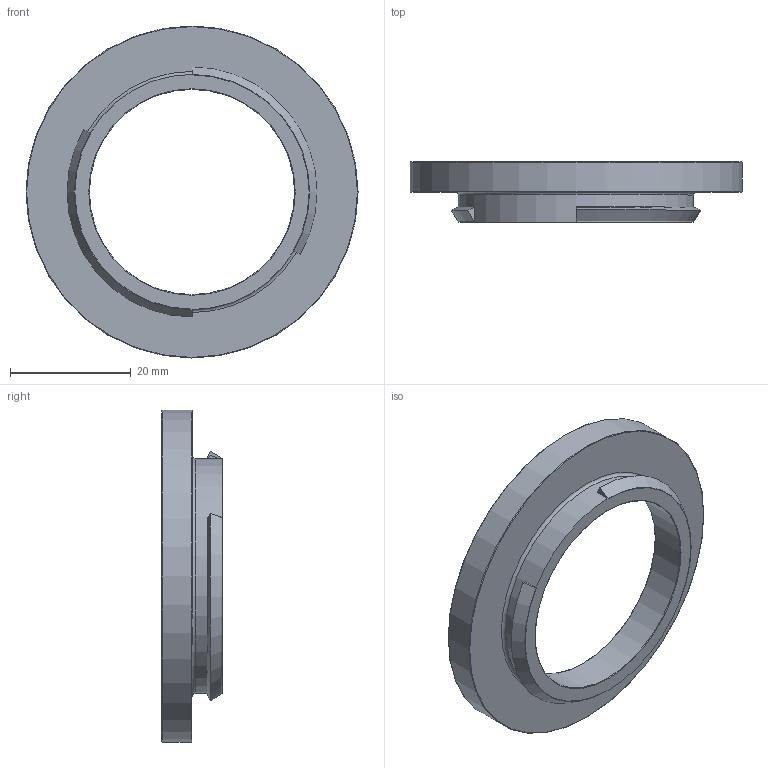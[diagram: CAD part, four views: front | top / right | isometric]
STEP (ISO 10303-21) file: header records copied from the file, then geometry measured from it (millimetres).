
FILE_DESCRIPTION(/* description */ (''),/* implementation_level */ '2;1');
FILE_NAME(/* name */ 'Fhn_Adapter_v4.step',/* time_stamp */ '2025-03-29T15:30:26+01:00',/* author */ (''),/* organization */ (''),/* preprocessor_version */ 'ST-DEVELOPER v20.1',/* originating_system */ 'Autodesk Translation Framework v14.4.0.0',/* authorisation */ '');
FILE_SCHEMA (('AUTOMOTIVE_DESIGN { 1 0 10303 214 3 1 1 }'));
Length unit declared in the file: millimetre
Products named in the file (1): Föhn_Adapter
Bounding box: 55 x 10 x 55 mm (x, y, z)
Volume: 5073.9 mm3; surface area: 6272.4 mm2
Topology: 3 solids, 3 shells, 36 faces, 78 edges, 52 vertices
Faces by surface type: plane 13, cone 9, torus 7, cylinder 7
Full cylindrical faces by diameter (mm): 34 x1, 38.96 x1, 48.2 x1, 48.5 x1, 55 x1
Entity records: 1044 total; most frequent: DIRECTION 199, CARTESIAN_POINT 167, ORIENTED_EDGE 156, AXIS2_PLACEMENT_3D 84, EDGE_CURVE 78, VERTEX_POINT 52, CIRCLE 47, EDGE_LOOP 42
